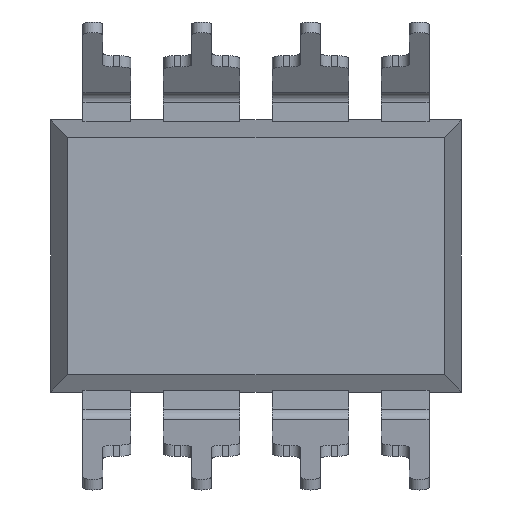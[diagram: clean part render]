
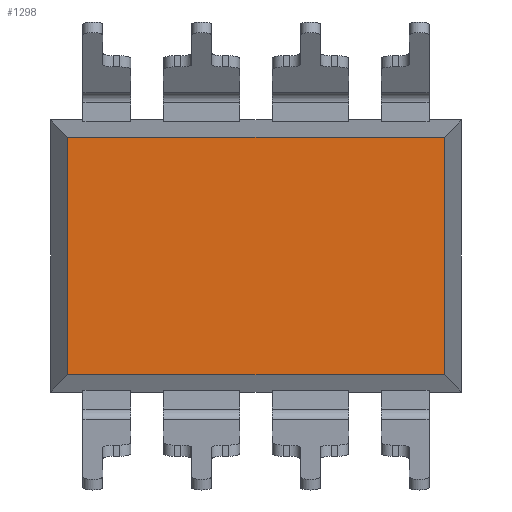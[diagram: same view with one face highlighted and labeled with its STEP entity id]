
A CAD part, front view. The second image highlights one B-rep face of the part: STEP entity #1298.
In plain terms, the highlighted planar face has unit normal (0, -1, 0).
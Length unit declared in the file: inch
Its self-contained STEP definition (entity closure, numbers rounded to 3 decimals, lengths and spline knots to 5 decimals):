
#130 = CARTESIAN_POINT ( 'NONE',  ( -0.17288, -0.09, -0.10913 ) ) ;
#157 = ORIENTED_EDGE ( 'NONE', *, *, #3512, .F. ) ;
#859 = PLANE ( 'NONE',  #3218 ) ;
#911 = EDGE_CURVE ( 'NONE', #2997, #2306, #3123, .T. ) ;
#921 = CARTESIAN_POINT ( 'NONE',  ( 0.17288, -0.09, -0.10913 ) ) ;
#1250 = FACE_OUTER_BOUND ( 'NONE', #3974, .T. ) ;
#1298 = ADVANCED_FACE ( 'NONE', ( #1250 ), #859, .F. ) ;
#1451 = CARTESIAN_POINT ( 'NONE',  ( 0.17288, -0.09, 0. ) ) ;
#1542 = LINE ( 'NONE', #1451, #3294 ) ;
#1552 = DIRECTION ( 'NONE',  ( 0., 1., 0. ) ) ;
#1619 = CARTESIAN_POINT ( 'NONE',  ( 0., -0.09, 0.10913 ) ) ;
#1677 = DIRECTION ( 'NONE',  ( -1., 0., 0. ) ) ;
#1764 = VERTEX_POINT ( 'NONE', #2736 ) ;
#1882 = DIRECTION ( 'NONE',  ( 0., 0., 1. ) ) ;
#2031 = LINE ( 'NONE', #1619, #4321 ) ;
#2207 = EDGE_CURVE ( 'NONE', #2306, #1764, #3866, .T. ) ;
#2306 = VERTEX_POINT ( 'NONE', #130 ) ;
#2440 = DIRECTION ( 'NONE',  ( 0., 0., -1. ) ) ;
#2736 = CARTESIAN_POINT ( 'NONE',  ( -0.17288, -0.09, 0.10913 ) ) ;
#2829 = CARTESIAN_POINT ( 'NONE',  ( 0.17288, -0.09, 0.10913 ) ) ;
#2915 = VECTOR ( 'NONE', #4195, 39.37008 ) ;
#2997 = VERTEX_POINT ( 'NONE', #921 ) ;
#3123 = LINE ( 'NONE', #4427, #3435 ) ;
#3218 = AXIS2_PLACEMENT_3D ( 'NONE', #3582, #1552, #1882 ) ;
#3277 = ORIENTED_EDGE ( 'NONE', *, *, #2207, .F. ) ;
#3294 = VECTOR ( 'NONE', #2440, 39.37008 ) ;
#3320 = ORIENTED_EDGE ( 'NONE', *, *, #911, .F. ) ;
#3435 = VECTOR ( 'NONE', #1677, 39.37008 ) ;
#3512 = EDGE_CURVE ( 'NONE', #1764, #3960, #2031, .T. ) ;
#3582 = CARTESIAN_POINT ( 'NONE',  ( 0., -0.09, 0. ) ) ;
#3778 = ORIENTED_EDGE ( 'NONE', *, *, #3781, .F. ) ;
#3781 = EDGE_CURVE ( 'NONE', #3960, #2997, #1542, .T. ) ;
#3803 = CARTESIAN_POINT ( 'NONE',  ( -0.17288, -0.09, 0. ) ) ;
#3866 = LINE ( 'NONE', #3803, #2915 ) ;
#3960 = VERTEX_POINT ( 'NONE', #2829 ) ;
#3974 = EDGE_LOOP ( 'NONE', ( #3778, #157, #3277, #3320 ) ) ;
#4003 = DIRECTION ( 'NONE',  ( 1., 0., 0. ) ) ;
#4195 = DIRECTION ( 'NONE',  ( 0., 0., 1. ) ) ;
#4321 = VECTOR ( 'NONE', #4003, 39.37008 ) ;
#4427 = CARTESIAN_POINT ( 'NONE',  ( 0., -0.09, -0.10913 ) ) ;
